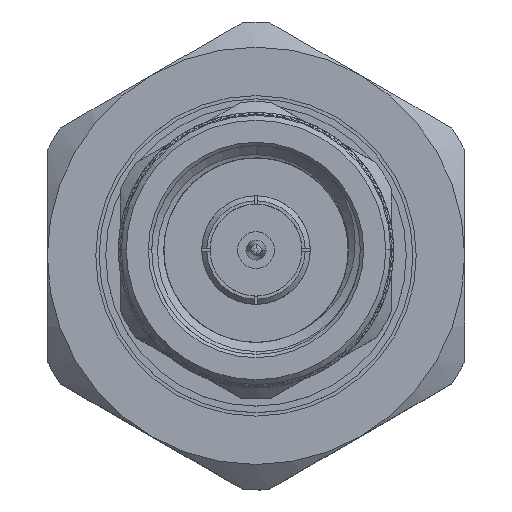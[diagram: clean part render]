
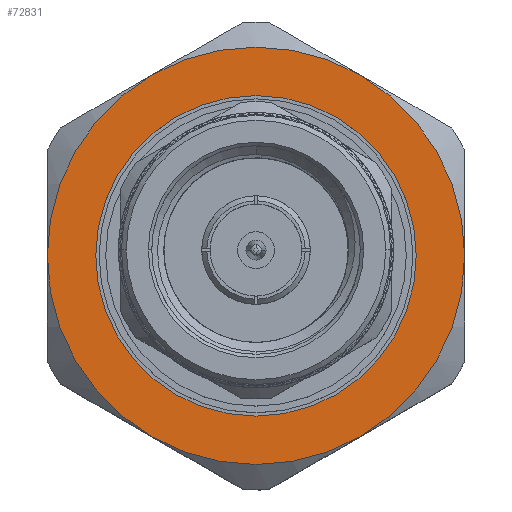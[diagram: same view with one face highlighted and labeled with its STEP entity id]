
A CAD part, top view. The second image highlights one B-rep face of the part: STEP entity #72831.
In plain terms, the highlighted face is planar.
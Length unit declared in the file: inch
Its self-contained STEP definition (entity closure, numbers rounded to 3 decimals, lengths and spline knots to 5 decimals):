
#1278 = EDGE_CURVE ( 'NONE', #65070, #11795, #29739, .T. ) ;
#2005 = ORIENTED_EDGE ( 'NONE', *, *, #1278, .F. ) ;
#4277 = DIRECTION ( 'NONE',  ( -1., 0., 0. ) ) ;
#4583 = ORIENTED_EDGE ( 'NONE', *, *, #65689, .F. ) ;
#6498 = DIRECTION ( 'NONE',  ( 1., 0., 0. ) ) ;
#6712 = DIRECTION ( 'NONE',  ( 0., 0., 1. ) ) ;
#6840 = CIRCLE ( 'NONE', #50138, 0.48 ) ;
#7580 = EDGE_LOOP ( 'NONE', ( #46531, #4583 ) ) ;
#7683 = ORIENTED_EDGE ( 'NONE', *, *, #36379, .T. ) ;
#7913 = PLANE ( 'NONE',  #73842 ) ;
#10919 = VERTEX_POINT ( 'NONE', #32497 ) ;
#11536 = VERTEX_POINT ( 'NONE', #62323 ) ;
#11682 = CIRCLE ( 'NONE', #40191, 0.625 ) ;
#11795 = VERTEX_POINT ( 'NONE', #71963 ) ;
#13097 = DIRECTION ( 'NONE',  ( 0., 0., -1. ) ) ;
#13755 = FACE_OUTER_BOUND ( 'NONE', #53187, .T. ) ;
#13973 = DIRECTION ( 'NONE',  ( 0., 0., -1. ) ) ;
#14671 = AXIS2_PLACEMENT_3D ( 'NONE', #56977, #4277, #51156 ) ;
#15653 = CARTESIAN_POINT ( 'NONE',  ( 0.563, 0., 0. ) ) ;
#17242 = CARTESIAN_POINT ( 'NONE',  ( 0.563, -0.54127, -0.3125 ) ) ;
#19605 = DIRECTION ( 'NONE',  ( 0., 0., 1. ) ) ;
#20044 = EDGE_CURVE ( 'NONE', #28983, #65070, #74778, .T. ) ;
#20557 = CARTESIAN_POINT ( 'NONE',  ( 0.563, -0.54127, 0.3125 ) ) ;
#21262 = DIRECTION ( 'NONE',  ( 0., 0., -1. ) ) ;
#24087 = AXIS2_PLACEMENT_3D ( 'NONE', #61647, #44633, #66716 ) ;
#26521 = DIRECTION ( 'NONE',  ( -1., 0., 0. ) ) ;
#28983 = VERTEX_POINT ( 'NONE', #40628 ) ;
#29739 = CIRCLE ( 'NONE', #45949, 0.625 ) ;
#30072 = ORIENTED_EDGE ( 'NONE', *, *, #20044, .F. ) ;
#30427 = ORIENTED_EDGE ( 'NONE', *, *, #62296, .F. ) ;
#32497 = CARTESIAN_POINT ( 'NONE',  ( 0.563, 0., 0.48 ) ) ;
#35153 = CARTESIAN_POINT ( 'NONE',  ( 0.563, 0., 0. ) ) ;
#35322 = EDGE_CURVE ( 'NONE', #46713, #10919, #69981, .T. ) ;
#36379 = EDGE_CURVE ( 'NONE', #11536, #11795, #36680, .T. ) ;
#36555 = CIRCLE ( 'NONE', #74840, 0.625 ) ;
#36680 = CIRCLE ( 'NONE', #61301, 0.625 ) ;
#37755 = CARTESIAN_POINT ( 'NONE',  ( 0.563, 0., 0. ) ) ;
#39058 = CARTESIAN_POINT ( 'NONE',  ( 0.563, 0., 0. ) ) ;
#40191 = AXIS2_PLACEMENT_3D ( 'NONE', #35153, #76098, #53278 ) ;
#40628 = CARTESIAN_POINT ( 'NONE',  ( 0.563, 0., 0.625 ) ) ;
#42657 = DIRECTION ( 'NONE',  ( 1., 0., 0. ) ) ;
#44633 = DIRECTION ( 'NONE',  ( -1., 0., 0. ) ) ;
#45949 = AXIS2_PLACEMENT_3D ( 'NONE', #15653, #26521, #73711 ) ;
#46531 = ORIENTED_EDGE ( 'NONE', *, *, #35322, .F. ) ;
#46713 = VERTEX_POINT ( 'NONE', #61010 ) ;
#49285 = ORIENTED_EDGE ( 'NONE', *, *, #60040, .F. ) ;
#49883 = DIRECTION ( 'NONE',  ( 1., 0., 0. ) ) ;
#50138 = AXIS2_PLACEMENT_3D ( 'NONE', #68836, #49883, #21262 ) ;
#51156 = DIRECTION ( 'NONE',  ( 0., 0., 1. ) ) ;
#53187 = EDGE_LOOP ( 'NONE', ( #30072, #30427, #63852, #49285, #7683, #2005 ) ) ;
#53278 = DIRECTION ( 'NONE',  ( 0., 0., 1. ) ) ;
#54447 = CARTESIAN_POINT ( 'NONE',  ( 0.563, 0.54127, 0.3125 ) ) ;
#54794 = EDGE_CURVE ( 'NONE', #71076, #55235, #11682, .T. ) ;
#55235 = VERTEX_POINT ( 'NONE', #20557 ) ;
#55560 = CARTESIAN_POINT ( 'NONE',  ( 0.563, 0., 0. ) ) ;
#56977 = CARTESIAN_POINT ( 'NONE',  ( 0.563, 0., 0. ) ) ;
#58834 = AXIS2_PLACEMENT_3D ( 'NONE', #39058, #6498, #13097 ) ;
#60040 = EDGE_CURVE ( 'NONE', #11536, #71076, #60408, .T. ) ;
#60217 = DIRECTION ( 'NONE',  ( -1., 0., 0. ) ) ;
#60408 = CIRCLE ( 'NONE', #14671, 0.625 ) ;
#61010 = CARTESIAN_POINT ( 'NONE',  ( 0.563, 0., -0.48 ) ) ;
#61301 = AXIS2_PLACEMENT_3D ( 'NONE', #67771, #42657, #13973 ) ;
#61647 = CARTESIAN_POINT ( 'NONE',  ( 0.563, 0., 0. ) ) ;
#62296 = EDGE_CURVE ( 'NONE', #55235, #28983, #36555, .T. ) ;
#62323 = CARTESIAN_POINT ( 'NONE',  ( 0.563, 0., -0.625 ) ) ;
#63852 = ORIENTED_EDGE ( 'NONE', *, *, #54794, .F. ) ;
#65070 = VERTEX_POINT ( 'NONE', #54447 ) ;
#65689 = EDGE_CURVE ( 'NONE', #10919, #46713, #6840, .T. ) ;
#65973 = DIRECTION ( 'NONE',  ( -1., 0., 0. ) ) ;
#66716 = DIRECTION ( 'NONE',  ( 0., 0., 1. ) ) ;
#67771 = CARTESIAN_POINT ( 'NONE',  ( 0.563, 0., 0. ) ) ;
#68836 = CARTESIAN_POINT ( 'NONE',  ( 0.563, 0., 0. ) ) ;
#69981 = CIRCLE ( 'NONE', #58834, 0.48 ) ;
#71076 = VERTEX_POINT ( 'NONE', #17242 ) ;
#71963 = CARTESIAN_POINT ( 'NONE',  ( 0.563, 0.54127, -0.3125 ) ) ;
#72593 = FACE_BOUND ( 'NONE', #7580, .T. ) ;
#72831 = ADVANCED_FACE ( 'NONE', ( #72593, #13755 ), #7913, .F. ) ;
#73711 = DIRECTION ( 'NONE',  ( 0., 0., 1. ) ) ;
#73842 = AXIS2_PLACEMENT_3D ( 'NONE', #55560, #60217, #19605 ) ;
#74778 = CIRCLE ( 'NONE', #24087, 0.625 ) ;
#74840 = AXIS2_PLACEMENT_3D ( 'NONE', #37755, #65973, #6712 ) ;
#76098 = DIRECTION ( 'NONE',  ( -1., 0., 0. ) ) ;
